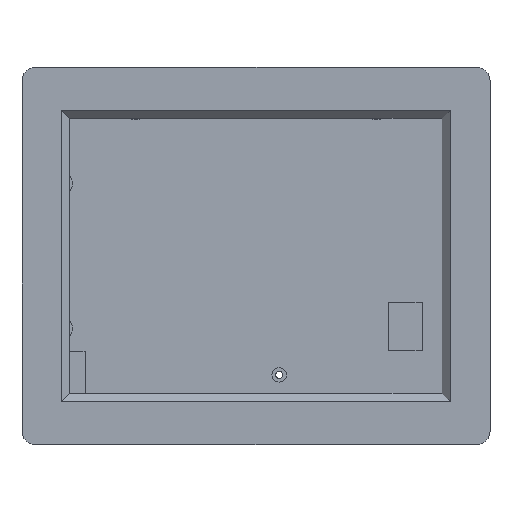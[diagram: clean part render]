
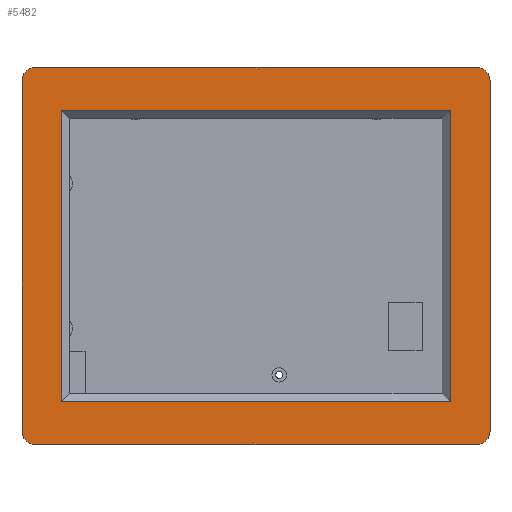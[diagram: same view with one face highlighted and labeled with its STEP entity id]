
A CAD part, top view. The second image highlights one B-rep face of the part: STEP entity #5482.
In plain terms, the highlighted planar face has unit normal (0, 0, 1).
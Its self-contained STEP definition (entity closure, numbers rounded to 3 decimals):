
#33=FACE_BOUND('',#739,.T.);
#180=CIRCLE('',#5732,4.5);
#181=CIRCLE('',#5735,4.5);
#190=CIRCLE('',#5826,4.5);
#191=CIRCLE('',#5827,4.5);
#434=FACE_OUTER_BOUND('',#738,.T.);
#738=EDGE_LOOP('',(#4078,#4079,#4080,#4081,#4082,#4083,#4084,#4085));
#739=EDGE_LOOP('',(#4086,#4087,#4088,#4089));
#1022=LINE('',#7733,#1664);
#1044=LINE('',#7793,#1686);
#1234=LINE('',#8199,#1876);
#1237=LINE('',#8204,#1879);
#1239=LINE('',#8208,#1881);
#1241=LINE('',#8211,#1883);
#1242=LINE('',#8216,#1884);
#1243=LINE('',#8219,#1885);
#1664=VECTOR('',#6185,10.);
#1686=VECTOR('',#6247,10.);
#1876=VECTOR('',#6613,10.);
#1879=VECTOR('',#6618,10.);
#1881=VECTOR('',#6622,10.);
#1883=VECTOR('',#6626,10.);
#1884=VECTOR('',#6631,10.);
#1885=VECTOR('',#6634,10.);
#2302=VERTEX_POINT('',#7730);
#2303=VERTEX_POINT('',#7732);
#2319=VERTEX_POINT('',#7785);
#2320=VERTEX_POINT('',#7787);
#2321=VERTEX_POINT('',#7791);
#2448=VERTEX_POINT('',#8197);
#2449=VERTEX_POINT('',#8198);
#2450=VERTEX_POINT('',#8203);
#2451=VERTEX_POINT('',#8207);
#2452=VERTEX_POINT('',#8213);
#2453=VERTEX_POINT('',#8215);
#2454=VERTEX_POINT('',#8217);
#2813=EDGE_CURVE('',#2303,#2302,#1022,.T.);
#2841=EDGE_CURVE('',#2320,#2319,#180,.T.);
#2844=EDGE_CURVE('',#2319,#2321,#1044,.T.);
#2845=EDGE_CURVE('',#2321,#2303,#181,.T.);
#3043=EDGE_CURVE('',#2448,#2449,#1234,.T.);
#3046=EDGE_CURVE('',#2449,#2450,#1237,.T.);
#3048=EDGE_CURVE('',#2451,#2448,#1239,.T.);
#3050=EDGE_CURVE('',#2450,#2451,#1241,.T.);
#3051=EDGE_CURVE('',#2302,#2452,#190,.T.);
#3052=EDGE_CURVE('',#2452,#2453,#1242,.T.);
#3053=EDGE_CURVE('',#2453,#2454,#191,.T.);
#3054=EDGE_CURVE('',#2454,#2320,#1243,.T.);
#4078=ORIENTED_EDGE('',*,*,#2841,.T.);
#4079=ORIENTED_EDGE('',*,*,#2844,.T.);
#4080=ORIENTED_EDGE('',*,*,#2845,.T.);
#4081=ORIENTED_EDGE('',*,*,#2813,.T.);
#4082=ORIENTED_EDGE('',*,*,#3051,.T.);
#4083=ORIENTED_EDGE('',*,*,#3052,.T.);
#4084=ORIENTED_EDGE('',*,*,#3053,.T.);
#4085=ORIENTED_EDGE('',*,*,#3054,.T.);
#4086=ORIENTED_EDGE('',*,*,#3043,.F.);
#4087=ORIENTED_EDGE('',*,*,#3048,.F.);
#4088=ORIENTED_EDGE('',*,*,#3050,.F.);
#4089=ORIENTED_EDGE('',*,*,#3046,.F.);
#5258=PLANE('',#5825);
#5482=ADVANCED_FACE('',(#434,#33),#5258,.T.);
#5732=AXIS2_PLACEMENT_3D('',#7788,#6241,#6242);
#5735=AXIS2_PLACEMENT_3D('',#7795,#6250,#6251);
#5825=AXIS2_PLACEMENT_3D('',#8212,#6627,#6628);
#5826=AXIS2_PLACEMENT_3D('',#8214,#6629,#6630);
#5827=AXIS2_PLACEMENT_3D('',#8218,#6632,#6633);
#6185=DIRECTION('',(0.,1.,0.));
#6241=DIRECTION('center_axis',(0.,0.,1.));
#6242=DIRECTION('ref_axis',(-1.,0.,0.));
#6247=DIRECTION('',(1.,0.,0.));
#6250=DIRECTION('center_axis',(0.,0.,1.));
#6251=DIRECTION('ref_axis',(0.,-1.,0.));
#6613=DIRECTION('',(0.,-1.,0.));
#6618=DIRECTION('',(1.,0.,0.));
#6622=DIRECTION('',(-1.,0.,0.));
#6626=DIRECTION('',(0.,1.,0.));
#6627=DIRECTION('center_axis',(0.,0.,1.));
#6628=DIRECTION('ref_axis',(1.,0.,0.));
#6629=DIRECTION('center_axis',(0.,0.,1.));
#6630=DIRECTION('ref_axis',(1.,0.,0.));
#6631=DIRECTION('',(-1.,0.,0.));
#6632=DIRECTION('center_axis',(0.,0.,1.));
#6633=DIRECTION('ref_axis',(0.,1.,0.));
#6634=DIRECTION('',(0.,-1.,0.));
#7730=CARTESIAN_POINT('',(155.2,120.7,0.));
#7732=CARTESIAN_POINT('',(155.2,4.5,0.));
#7733=CARTESIAN_POINT('',(155.2,4.5,0.));
#7785=CARTESIAN_POINT('',(4.5,0.,0.));
#7787=CARTESIAN_POINT('',(0.,4.5,0.));
#7788=CARTESIAN_POINT('Origin',(4.5,4.5,0.));
#7791=CARTESIAN_POINT('',(150.7,0.,0.));
#7793=CARTESIAN_POINT('',(0.,0.,0.));
#7795=CARTESIAN_POINT('Origin',(150.7,4.5,0.));
#8197=CARTESIAN_POINT('',(13.,111.,0.));
#8198=CARTESIAN_POINT('',(13.,14.2,0.));
#8199=CARTESIAN_POINT('',(13.,85.4,0.));
#8203=CARTESIAN_POINT('',(142.1,14.2,0.));
#8204=CARTESIAN_POINT('',(46.7,14.2,0.));
#8207=CARTESIAN_POINT('',(142.1,111.,0.));
#8208=CARTESIAN_POINT('',(108.45,111.,0.));
#8211=CARTESIAN_POINT('',(142.1,39.8,0.));
#8212=CARTESIAN_POINT('Origin',(77.6,62.6,0.));
#8213=CARTESIAN_POINT('',(150.7,125.2,0.));
#8214=CARTESIAN_POINT('Origin',(150.7,120.7,0.));
#8215=CARTESIAN_POINT('',(4.5,125.2,0.));
#8216=CARTESIAN_POINT('',(150.7,125.2,0.));
#8217=CARTESIAN_POINT('',(0.,120.7,0.));
#8218=CARTESIAN_POINT('Origin',(4.5,120.7,0.));
#8219=CARTESIAN_POINT('',(0.,120.7,0.));
